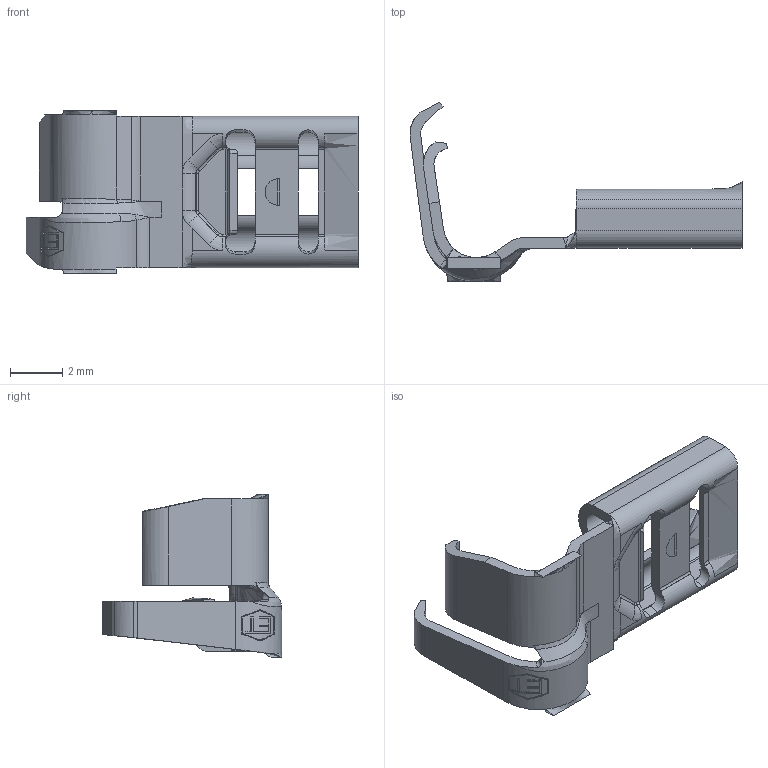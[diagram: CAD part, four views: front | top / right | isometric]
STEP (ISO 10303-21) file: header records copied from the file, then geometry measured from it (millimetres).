
FILE_DESCRIPTION (( 'STEP AP203' ), '1' );
FILE_NAME ('07786.STEP', '2015-02-18T16:25:27', ( '' ), ( '' ), 'SwSTEP 2.0', 'SolidWorks 2014', '' );
FILE_SCHEMA (( 'CONFIG_CONTROL_DESIGN' ));
Length unit declared in the file: inch
Products named in the file (1): 07786
Bounding box: 12.7 x 6.86 x 6.25 mm (x, y, z)
Volume: 51.4 mm3; surface area: 295.1 mm2
Topology: 1 solids, 1 shells, 308 faces, 847 edges, 540 vertices
Faces by surface type: plane 127, cylinder 88, bspline 59, cone 18, torus 16
Entity records: 13028 total; most frequent: CARTESIAN_POINT 5756, ORIENTED_EDGE 1688, DIRECTION 1252, EDGE_CURVE 844, VERTEX_POINT 540, AXIS2_PLACEMENT_3D 427, VECTOR 398, LINE 398
